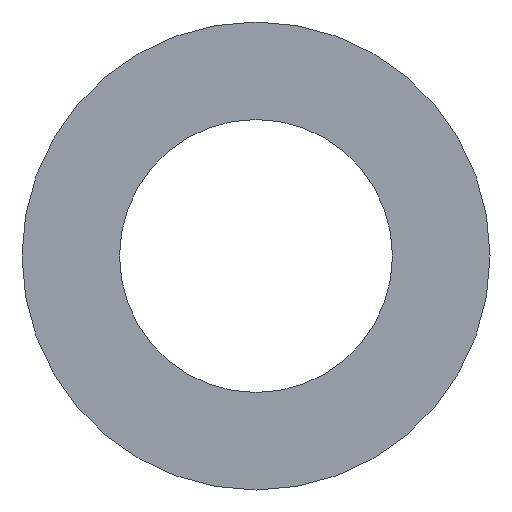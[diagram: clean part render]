
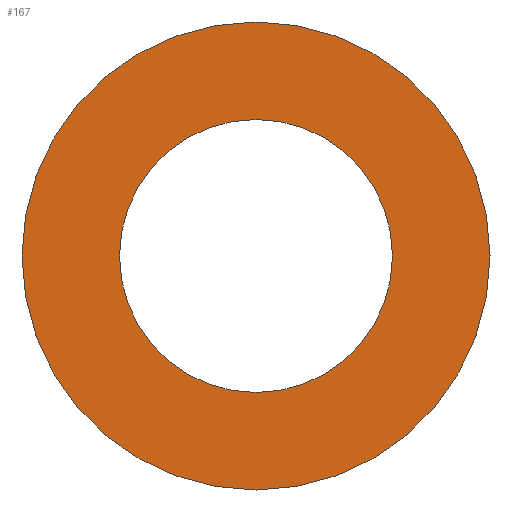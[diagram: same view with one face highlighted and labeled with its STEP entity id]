
A CAD part, front view. The second image highlights one B-rep face of the part: STEP entity #167.
In plain terms, the highlighted planar face has unit normal (0, -1, 0).
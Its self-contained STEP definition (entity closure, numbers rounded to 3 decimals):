
#5 = AXIS2_PLACEMENT_3D ( 'NONE', #66, #32, #16 ) ;
#7 = ORIENTED_EDGE ( 'NONE', *, *, #68, .T. ) ;
#11 = FACE_BOUND ( 'NONE', #58, .T. ) ;
#16 = DIRECTION ( 'NONE',  ( 0., 0., 1. ) ) ;
#19 = VERTEX_POINT ( 'NONE', #171 ) ;
#24 = DIRECTION ( 'NONE',  ( 0., 0., 1. ) ) ;
#27 = CARTESIAN_POINT ( 'NONE',  ( 0., 0., 0. ) ) ;
#29 = EDGE_CURVE ( 'NONE', #192, #118, #114, .T. ) ;
#32 = DIRECTION ( 'NONE',  ( 0., 1., 0. ) ) ;
#35 = AXIS2_PLACEMENT_3D ( 'NONE', #168, #115, #37 ) ;
#37 = DIRECTION ( 'NONE',  ( 0., 0., 1. ) ) ;
#40 = VERTEX_POINT ( 'NONE', #99 ) ;
#46 = EDGE_LOOP ( 'NONE', ( #159, #87 ) ) ;
#47 = CARTESIAN_POINT ( 'NONE',  ( 0., 0., 0. ) ) ;
#53 = AXIS2_PLACEMENT_3D ( 'NONE', #27, #160, #24 ) ;
#58 = EDGE_LOOP ( 'NONE', ( #7, #170 ) ) ;
#66 = CARTESIAN_POINT ( 'NONE',  ( 0., 0., 0. ) ) ;
#67 = AXIS2_PLACEMENT_3D ( 'NONE', #134, #163, #196 ) ;
#68 = EDGE_CURVE ( 'NONE', #40, #19, #166, .T. ) ;
#72 = CIRCLE ( 'NONE', #53, 3. ) ;
#79 = DIRECTION ( 'NONE',  ( 0., 0., 1. ) ) ;
#87 = ORIENTED_EDGE ( 'NONE', *, *, #29, .F. ) ;
#99 = CARTESIAN_POINT ( 'NONE',  ( 0., 0., -1.75 ) ) ;
#114 = CIRCLE ( 'NONE', #35, 3. ) ;
#115 = DIRECTION ( 'NONE',  ( 0., 1., 0. ) ) ;
#118 = VERTEX_POINT ( 'NONE', #198 ) ;
#123 = EDGE_CURVE ( 'NONE', #19, #40, #158, .T. ) ;
#132 = FACE_OUTER_BOUND ( 'NONE', #46, .T. ) ;
#134 = CARTESIAN_POINT ( 'NONE',  ( 0., 0., 0. ) ) ;
#155 = EDGE_CURVE ( 'NONE', #118, #192, #72, .T. ) ;
#158 = CIRCLE ( 'NONE', #5, 1.75 ) ;
#159 = ORIENTED_EDGE ( 'NONE', *, *, #155, .F. ) ;
#160 = DIRECTION ( 'NONE',  ( 0., 1., 0. ) ) ;
#163 = DIRECTION ( 'NONE',  ( 0., 1., 0. ) ) ;
#166 = CIRCLE ( 'NONE', #67, 1.75 ) ;
#167 = ADVANCED_FACE ( 'NONE', ( #132, #11 ), #193, .F. ) ;
#168 = CARTESIAN_POINT ( 'NONE',  ( 0., 0., 0. ) ) ;
#170 = ORIENTED_EDGE ( 'NONE', *, *, #123, .T. ) ;
#171 = CARTESIAN_POINT ( 'NONE',  ( 0., 0., 1.75 ) ) ;
#174 = DIRECTION ( 'NONE',  ( 0., 1., 0. ) ) ;
#177 = CARTESIAN_POINT ( 'NONE',  ( 0., 0., 3. ) ) ;
#179 = AXIS2_PLACEMENT_3D ( 'NONE', #47, #174, #79 ) ;
#192 = VERTEX_POINT ( 'NONE', #177 ) ;
#193 = PLANE ( 'NONE',  #179 ) ;
#196 = DIRECTION ( 'NONE',  ( 0., 0., 1. ) ) ;
#198 = CARTESIAN_POINT ( 'NONE',  ( 0., 0., -3. ) ) ;
